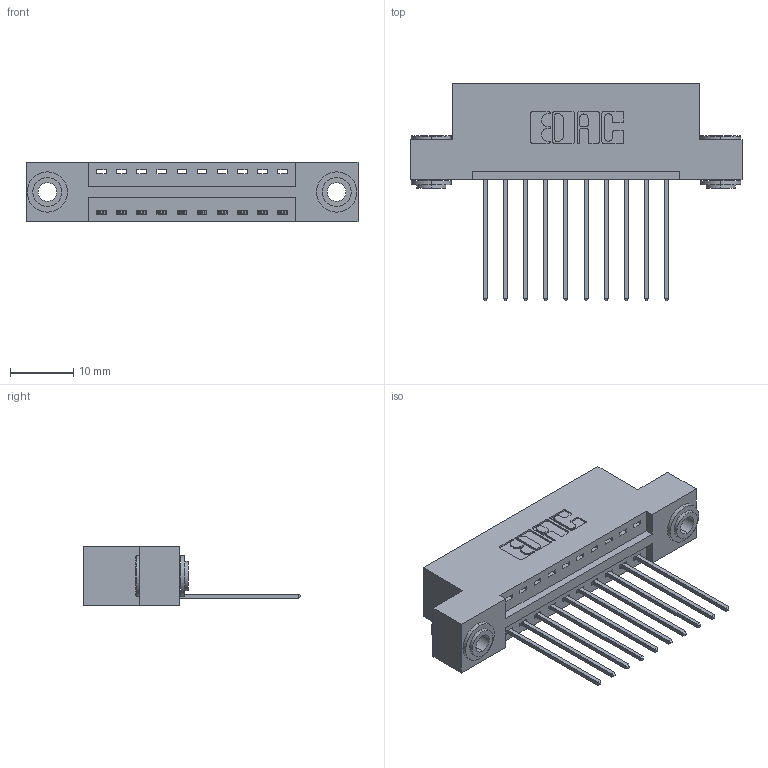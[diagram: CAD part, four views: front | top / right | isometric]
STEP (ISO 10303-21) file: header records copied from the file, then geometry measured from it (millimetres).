
FILE_DESCRIPTION (( 'STEP AP203' ), '1' );
FILE_NAME ('346-010-541-103.STEP', '2022-05-05T00:04:57', ( '' ), ( '' ), 'SwSTEP 2.0', 'SolidWorks 2020', '' );
FILE_SCHEMA (( 'CONFIG_CONTROL_DESIGN' ));
Length unit declared in the file: inch
Products named in the file (4): 346-010-541-103; 345-292-001_345-293-141; 345-250-002_345-250-002-102; 346 Part_Flush Mounting Lugs - 0.156 Dia-TH
Assembly tree (13 placements, depth 2):
  346-010-541-103
    346 Part_Flush Mounting Lugs - 0.156 Dia-TH
    345-292-001_345-293-141  x10
    345-250-002_345-250-002-102  x2
Bounding box: 52.32 x 34.29 x 9.4 mm (x, y, z)
Volume: 4822.4 mm3; surface area: 6130.6 mm2
Topology: 13 solids, 13 shells, 754 faces, 2201 edges, 1450 vertices
Faces by surface type: plane 500, cylinder 246, cone 8
Entity records: 11598 total; most frequent: CARTESIAN_POINT 1979, ORIENTED_EDGE 1914, DIRECTION 1815, EDGE_CURVE 957, LINE 761, VECTOR 761, VERTEX_POINT 634, AXIS2_PLACEMENT_3D 527
